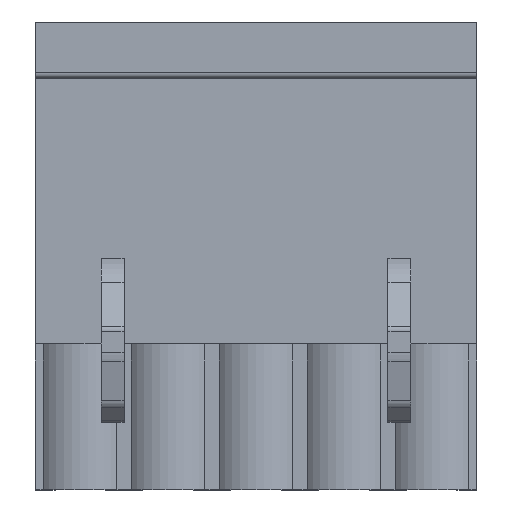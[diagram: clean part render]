
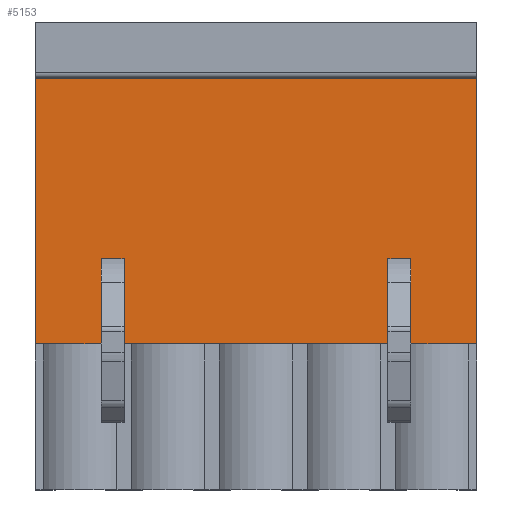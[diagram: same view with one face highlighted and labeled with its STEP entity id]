
A CAD part, top view. The second image highlights one B-rep face of the part: STEP entity #5153.
In plain terms, the highlighted planar face has unit normal (0, 0, 1).
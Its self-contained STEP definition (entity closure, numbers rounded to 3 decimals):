
#86=DIRECTION('',(0.,-1.,0.));
#87=VECTOR('',#86,15.1);
#88=CARTESIAN_POINT('',(0.,9.44,6.96));
#89=LINE('',#88,#87);
#577=DIRECTION('',(1.,0.,0.));
#578=VECTOR('',#577,3.75);
#579=CARTESIAN_POINT('',(0.,-5.66,6.96));
#580=LINE('',#579,#578);
#585=DIRECTION('',(1.,0.,0.));
#586=VECTOR('',#585,15.);
#587=CARTESIAN_POINT('',(5.05,-5.66,6.96));
#588=LINE('',#587,#586);
#593=DIRECTION('',(1.,0.,0.));
#594=VECTOR('',#593,3.75);
#595=CARTESIAN_POINT('',(21.35,-5.66,6.96));
#596=LINE('',#595,#594);
#654=DIRECTION('',(0.,1.,0.));
#655=VECTOR('',#654,4.844);
#656=CARTESIAN_POINT('',(3.75,-5.66,6.96));
#657=LINE('',#656,#655);
#658=DIRECTION('',(1.,0.,0.));
#659=VECTOR('',#658,25.1);
#660=CARTESIAN_POINT('',(0.,9.44,6.96));
#661=LINE('',#660,#659);
#662=DIRECTION('',(0.,1.,0.));
#663=VECTOR('',#662,4.844);
#664=CARTESIAN_POINT('',(21.35,-5.66,6.96));
#665=LINE('',#664,#663);
#666=DIRECTION('',(1.,0.,0.));
#667=VECTOR('',#666,1.3);
#668=CARTESIAN_POINT('',(20.05,-0.816,6.96));
#669=LINE('',#668,#667);
#670=DIRECTION('',(0.,1.,0.));
#671=VECTOR('',#670,4.844);
#672=CARTESIAN_POINT('',(20.05,-5.66,6.96));
#673=LINE('',#672,#671);
#674=DIRECTION('',(0.,1.,0.));
#675=VECTOR('',#674,4.844);
#676=CARTESIAN_POINT('',(5.05,-5.66,6.96));
#677=LINE('',#676,#675);
#678=DIRECTION('',(1.,0.,0.));
#679=VECTOR('',#678,1.3);
#680=CARTESIAN_POINT('',(3.75,-0.816,6.96));
#681=LINE('',#680,#679);
#1866=DIRECTION('',(0.,-1.,0.));
#1867=VECTOR('',#1866,15.1);
#1868=CARTESIAN_POINT('',(25.1,9.44,6.96));
#1869=LINE('',#1868,#1867);
#3553=CARTESIAN_POINT('',(0.,9.44,6.96));
#3554=VERTEX_POINT('',#3553);
#3555=CARTESIAN_POINT('',(0.,-5.66,6.96));
#3556=VERTEX_POINT('',#3555);
#3597=CARTESIAN_POINT('',(25.1,9.44,6.96));
#3598=VERTEX_POINT('',#3597);
#3599=CARTESIAN_POINT('',(25.1,-5.66,6.96));
#3600=VERTEX_POINT('',#3599);
#4573=CARTESIAN_POINT('',(21.35,-5.66,6.96));
#4574=CARTESIAN_POINT('',(21.35,-0.816,6.96));
#4575=VERTEX_POINT('',#4573);
#4576=VERTEX_POINT('',#4574);
#4577=CARTESIAN_POINT('',(20.05,-5.66,6.96));
#4578=CARTESIAN_POINT('',(20.05,-0.816,6.96));
#4579=VERTEX_POINT('',#4577);
#4580=VERTEX_POINT('',#4578);
#4641=CARTESIAN_POINT('',(3.75,-5.66,6.96));
#4642=VERTEX_POINT('',#4641);
#4643=CARTESIAN_POINT('',(3.75,-0.816,6.96));
#4644=VERTEX_POINT('',#4643);
#4645=CARTESIAN_POINT('',(5.05,-5.66,6.96));
#4646=VERTEX_POINT('',#4645);
#4647=CARTESIAN_POINT('',(5.05,-0.816,6.96));
#4648=VERTEX_POINT('',#4647);
#5126=CARTESIAN_POINT('',(0.,9.44,6.96));
#5127=DIRECTION('',(0.,0.,1.));
#5128=DIRECTION('',(0.,-1.,0.));
#5129=AXIS2_PLACEMENT_3D('',#5126,#5127,#5128);
#5130=PLANE('',#5129);
#5132=ORIENTED_EDGE('',*,*,#5131,.F.);
#5133=ORIENTED_EDGE('',*,*,#5081,.F.);
#5134=ORIENTED_EDGE('',*,*,#4696,.F.);
#5136=ORIENTED_EDGE('',*,*,#5135,.T.);
#5138=ORIENTED_EDGE('',*,*,#5137,.T.);
#5139=ORIENTED_EDGE('',*,*,#5097,.F.);
#5141=ORIENTED_EDGE('',*,*,#5140,.T.);
#5143=ORIENTED_EDGE('',*,*,#5142,.F.);
#5145=ORIENTED_EDGE('',*,*,#5144,.F.);
#5146=ORIENTED_EDGE('',*,*,#5089,.F.);
#5148=ORIENTED_EDGE('',*,*,#5147,.T.);
#5150=ORIENTED_EDGE('',*,*,#5149,.F.);
#5151=EDGE_LOOP('',(#5132,#5133,#5134,#5136,#5138,#5139,#5141,#5143,#5145,#5146,
#5148,#5150));
#5152=FACE_OUTER_BOUND('',#5151,.F.);
#5153=ADVANCED_FACE('',(#5152),#5130,.T.);
#4696=EDGE_CURVE('',#3554,#3556,#89,.T.);
#5081=EDGE_CURVE('',#3556,#4642,#580,.T.);
#5089=EDGE_CURVE('',#4646,#4579,#588,.T.);
#5097=EDGE_CURVE('',#4575,#3600,#596,.T.);
#5131=EDGE_CURVE('',#4642,#4644,#657,.T.);
#5135=EDGE_CURVE('',#3554,#3598,#661,.T.);
#5137=EDGE_CURVE('',#3598,#3600,#1869,.T.);
#5140=EDGE_CURVE('',#4575,#4576,#665,.T.);
#5142=EDGE_CURVE('',#4580,#4576,#669,.T.);
#5144=EDGE_CURVE('',#4579,#4580,#673,.T.);
#5147=EDGE_CURVE('',#4646,#4648,#677,.T.);
#5149=EDGE_CURVE('',#4644,#4648,#681,.T.);
